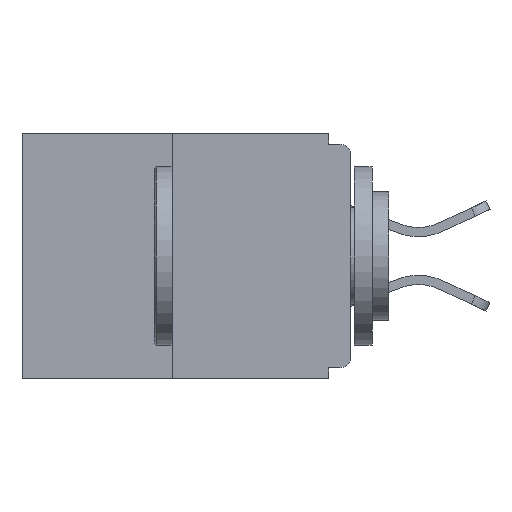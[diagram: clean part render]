
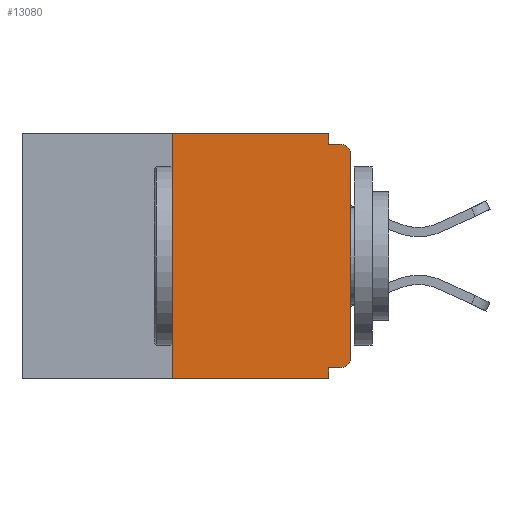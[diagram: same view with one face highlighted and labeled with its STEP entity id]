
A CAD part, left-side view. The second image highlights one B-rep face of the part: STEP entity #13080.
In plain terms, the highlighted planar face has unit normal (-1, 0, 0).
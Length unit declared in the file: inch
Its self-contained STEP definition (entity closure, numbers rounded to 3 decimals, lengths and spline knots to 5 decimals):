
#181 = CARTESIAN_POINT ( 'NONE',  ( 0., 0.46, 0. ) ) ;
#337 = DIRECTION ( 'NONE',  ( 0., 0., -1. ) ) ;
#532 = ORIENTED_EDGE ( 'NONE', *, *, #5194, .F. ) ;
#1062 = DIRECTION ( 'NONE',  ( 0., 0., 1. ) ) ;
#2020 = VERTEX_POINT ( 'NONE', #2774 ) ;
#2774 = CARTESIAN_POINT ( 'NONE',  ( 0., 0.031, 0. ) ) ;
#2821 = CARTESIAN_POINT ( 'NONE',  ( 0., 0.015, -0.313 ) ) ;
#2989 = DIRECTION ( 'NONE',  ( 0., -1., 0. ) ) ;
#3378 = LINE ( 'NONE', #10869, #12966 ) ;
#3694 = CARTESIAN_POINT ( 'NONE',  ( 0., 0.031, -0.343 ) ) ;
#4154 = EDGE_CURVE ( 'NONE', #12118, #19547, #15152, .T. ) ;
#4516 = ORIENTED_EDGE ( 'NONE', *, *, #12959, .F. ) ;
#4547 = VERTEX_POINT ( 'NONE', #9282 ) ;
#4865 = LINE ( 'NONE', #7976, #7074 ) ;
#5194 = EDGE_CURVE ( 'NONE', #10477, #10968, #15195, .T. ) ;
#6131 = CARTESIAN_POINT ( 'NONE',  ( 0., 0.46, 0. ) ) ;
#6440 = CARTESIAN_POINT ( 'NONE',  ( 0., 0., -0.03 ) ) ;
#6763 = ORIENTED_EDGE ( 'NONE', *, *, #8545, .F. ) ;
#7074 = VECTOR ( 'NONE', #1062, 39.37008 ) ;
#7181 = DIRECTION ( 'NONE',  ( 0., 0., -1. ) ) ;
#7246 = DIRECTION ( 'NONE',  ( 0., 0., -1. ) ) ;
#7258 = CARTESIAN_POINT ( 'NONE',  ( 0., 0.031, -0.328 ) ) ;
#7441 = DIRECTION ( 'NONE',  ( 0., 0., 1. ) ) ;
#7448 = DIRECTION ( 'NONE',  ( 0., -1., 0. ) ) ;
#7976 = CARTESIAN_POINT ( 'NONE',  ( 0., 0., 0. ) ) ;
#8265 = CARTESIAN_POINT ( 'NONE',  ( 0., 0.46, -0.343 ) ) ;
#8430 = CARTESIAN_POINT ( 'NONE',  ( 0., 0., -0.328 ) ) ;
#8545 = EDGE_CURVE ( 'NONE', #18794, #13365, #13638, .T. ) ;
#8635 = ORIENTED_EDGE ( 'NONE', *, *, #20048, .F. ) ;
#8649 = EDGE_CURVE ( 'NONE', #18794, #13019, #21075, .T. ) ;
#8796 = CARTESIAN_POINT ( 'NONE',  ( 0., 0.015, -0.03 ) ) ;
#8949 = ORIENTED_EDGE ( 'NONE', *, *, #17954, .T. ) ;
#9019 = VECTOR ( 'NONE', #2989, 39.37008 ) ;
#9282 = CARTESIAN_POINT ( 'NONE',  ( 0., 0.25, 0. ) ) ;
#9315 = DIRECTION ( 'NONE',  ( 0., 0., -1. ) ) ;
#10477 = VERTEX_POINT ( 'NONE', #20835 ) ;
#10865 = ORIENTED_EDGE ( 'NONE', *, *, #8649, .T. ) ;
#10869 = CARTESIAN_POINT ( 'NONE',  ( 0., 0.25, 0. ) ) ;
#10871 = CARTESIAN_POINT ( 'NONE',  ( 0., 0., -0.015 ) ) ;
#10968 = VERTEX_POINT ( 'NONE', #18179 ) ;
#11153 = CIRCLE ( 'NONE', #17059, 0.015 ) ;
#12118 = VERTEX_POINT ( 'NONE', #13490 ) ;
#12378 = EDGE_CURVE ( 'NONE', #2020, #10477, #14115, .T. ) ;
#12456 = DIRECTION ( 'NONE',  ( 1., 0., 0. ) ) ;
#12959 = EDGE_CURVE ( 'NONE', #13365, #19547, #21282, .T. ) ;
#12966 = VECTOR ( 'NONE', #7441, 39.37008 ) ;
#13019 = VERTEX_POINT ( 'NONE', #15919 ) ;
#13080 = ADVANCED_FACE ( 'NONE', ( #20710 ), #19544, .F. ) ;
#13365 = VERTEX_POINT ( 'NONE', #7258 ) ;
#13442 = DIRECTION ( 'NONE',  ( -1., 0., 0. ) ) ;
#13490 = CARTESIAN_POINT ( 'NONE',  ( 0., 0.25, -0.343 ) ) ;
#13638 = LINE ( 'NONE', #8430, #16988 ) ;
#14115 = LINE ( 'NONE', #19465, #22099 ) ;
#15152 = LINE ( 'NONE', #8265, #9019 ) ;
#15195 = LINE ( 'NONE', #10871, #17700 ) ;
#15585 = LINE ( 'NONE', #6131, #19432 ) ;
#15919 = CARTESIAN_POINT ( 'NONE',  ( 0., 0., -0.313 ) ) ;
#16405 = ORIENTED_EDGE ( 'NONE', *, *, #16800, .F. ) ;
#16592 = DIRECTION ( 'NONE',  ( 0., -1., 0. ) ) ;
#16800 = EDGE_CURVE ( 'NONE', #4547, #2020, #15585, .T. ) ;
#16988 = VECTOR ( 'NONE', #20724, 39.37008 ) ;
#17059 = AXIS2_PLACEMENT_3D ( 'NONE', #8796, #21012, #21161 ) ;
#17439 = EDGE_CURVE ( 'NONE', #13019, #19217, #4865, .T. ) ;
#17700 = VECTOR ( 'NONE', #7448, 39.37008 ) ;
#17954 = EDGE_CURVE ( 'NONE', #19217, #10968, #11153, .T. ) ;
#18179 = CARTESIAN_POINT ( 'NONE',  ( 0., 0.015, -0.015 ) ) ;
#18238 = CARTESIAN_POINT ( 'NONE',  ( 0., 0.031, -0.343 ) ) ;
#18310 = EDGE_LOOP ( 'NONE', ( #16405, #8635, #18598, #4516, #6763, #10865, #19275, #8949, #532, #20158 ) ) ;
#18386 = CARTESIAN_POINT ( 'NONE',  ( 0., 0.015, -0.328 ) ) ;
#18598 = ORIENTED_EDGE ( 'NONE', *, *, #4154, .T. ) ;
#18794 = VERTEX_POINT ( 'NONE', #18386 ) ;
#19217 = VERTEX_POINT ( 'NONE', #6440 ) ;
#19275 = ORIENTED_EDGE ( 'NONE', *, *, #17439, .T. ) ;
#19432 = VECTOR ( 'NONE', #16592, 39.37008 ) ;
#19465 = CARTESIAN_POINT ( 'NONE',  ( 0., 0.031, 0. ) ) ;
#19544 = PLANE ( 'NONE',  #22617 ) ;
#19547 = VERTEX_POINT ( 'NONE', #3694 ) ;
#20048 = EDGE_CURVE ( 'NONE', #12118, #4547, #3378, .T. ) ;
#20157 = VECTOR ( 'NONE', #9315, 39.37008 ) ;
#20158 = ORIENTED_EDGE ( 'NONE', *, *, #12378, .F. ) ;
#20599 = AXIS2_PLACEMENT_3D ( 'NONE', #2821, #13442, #7181 ) ;
#20710 = FACE_OUTER_BOUND ( 'NONE', #18310, .T. ) ;
#20724 = DIRECTION ( 'NONE',  ( 0., 1., 0. ) ) ;
#20835 = CARTESIAN_POINT ( 'NONE',  ( 0., 0.031, -0.015 ) ) ;
#21012 = DIRECTION ( 'NONE',  ( -1., 0., 0. ) ) ;
#21075 = CIRCLE ( 'NONE', #20599, 0.015 ) ;
#21161 = DIRECTION ( 'NONE',  ( 0., 0., -1. ) ) ;
#21282 = LINE ( 'NONE', #18238, #20157 ) ;
#22099 = VECTOR ( 'NONE', #337, 39.37008 ) ;
#22617 = AXIS2_PLACEMENT_3D ( 'NONE', #181, #12456, #7246 ) ;
